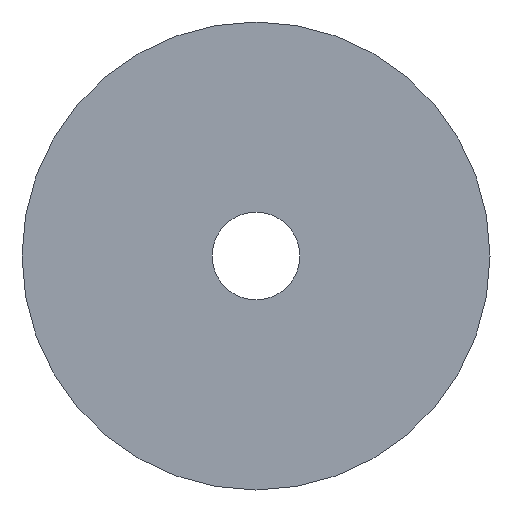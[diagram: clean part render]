
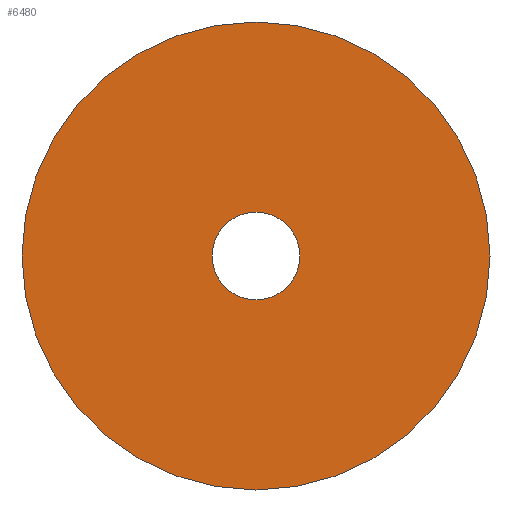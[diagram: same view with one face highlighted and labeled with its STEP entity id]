
A CAD part, front view. The second image highlights one B-rep face of the part: STEP entity #6480.
In plain terms, the highlighted planar face has unit normal (0, -1, 0).
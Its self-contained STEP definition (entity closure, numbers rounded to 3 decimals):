
#2395 = CYLINDRICAL_SURFACE('',#2396,1.5);
#2396 = AXIS2_PLACEMENT_3D('',#2397,#2398,#2399);
#2397 = CARTESIAN_POINT('',(14.6,11.,5.3));
#2398 = DIRECTION('',(0.,-1.,0.));
#2399 = DIRECTION('',(0.,0.,1.));
#6315 = EDGE_CURVE('',#6316,#6316,#6318,.T.);
#6316 = VERTEX_POINT('',#6317);
#6317 = CARTESIAN_POINT('',(14.6,2.,6.8));
#6318 = SURFACE_CURVE('',#6319,(#6324,#6331),.PCURVE_S1.);
#6319 = CIRCLE('',#6320,1.5);
#6320 = AXIS2_PLACEMENT_3D('',#6321,#6322,#6323);
#6321 = CARTESIAN_POINT('',(14.6,2.,5.3));
#6322 = DIRECTION('',(0.,-1.,0.));
#6323 = DIRECTION('',(0.,0.,1.));
#6324 = PCURVE('',#2395,#6325);
#6325 = DEFINITIONAL_REPRESENTATION('',(#6326),#6330);
#6326 = LINE('',#6327,#6328);
#6327 = CARTESIAN_POINT('',(0.,9.));
#6328 = VECTOR('',#6329,1.);
#6329 = DIRECTION('',(1.,0.));
#6330 = ( GEOMETRIC_REPRESENTATION_CONTEXT(2) 
PARAMETRIC_REPRESENTATION_CONTEXT() REPRESENTATION_CONTEXT('2D SPACE',''
  ) );
#6331 = PCURVE('',#6332,#6337);
#6332 = PLANE('',#6333);
#6333 = AXIS2_PLACEMENT_3D('',#6334,#6335,#6336);
#6334 = CARTESIAN_POINT('',(14.6,2.,5.3));
#6335 = DIRECTION('',(0.,-1.,0.));
#6336 = DIRECTION('',(0.,0.,1.));
#6337 = DEFINITIONAL_REPRESENTATION('',(#6338),#6342);
#6338 = CIRCLE('',#6339,1.5);
#6339 = AXIS2_PLACEMENT_2D('',#6340,#6341);
#6340 = CARTESIAN_POINT('',(0.,0.));
#6341 = DIRECTION('',(1.,0.));
#6342 = ( GEOMETRIC_REPRESENTATION_CONTEXT(2) 
PARAMETRIC_REPRESENTATION_CONTEXT() REPRESENTATION_CONTEXT('2D SPACE',''
  ) );
#6387 = CYLINDRICAL_SURFACE('',#6388,8.);
#6388 = AXIS2_PLACEMENT_3D('',#6389,#6390,#6391);
#6389 = CARTESIAN_POINT('',(14.6,3.,5.3));
#6390 = DIRECTION('',(0.,-1.,0.));
#6391 = DIRECTION('',(0.,0.,1.));
#6480 = ADVANCED_FACE('',(#6481,#6507),#6332,.T.);
#6481 = FACE_BOUND('',#6482,.T.);
#6482 = EDGE_LOOP('',(#6483));
#6483 = ORIENTED_EDGE('',*,*,#6484,.T.);
#6484 = EDGE_CURVE('',#6485,#6485,#6487,.T.);
#6485 = VERTEX_POINT('',#6486);
#6486 = CARTESIAN_POINT('',(14.6,2.,13.3));
#6487 = SURFACE_CURVE('',#6488,(#6493,#6500),.PCURVE_S1.);
#6488 = CIRCLE('',#6489,8.);
#6489 = AXIS2_PLACEMENT_3D('',#6490,#6491,#6492);
#6490 = CARTESIAN_POINT('',(14.6,2.,5.3));
#6491 = DIRECTION('',(0.,-1.,0.));
#6492 = DIRECTION('',(0.,0.,1.));
#6493 = PCURVE('',#6332,#6494);
#6494 = DEFINITIONAL_REPRESENTATION('',(#6495),#6499);
#6495 = CIRCLE('',#6496,8.);
#6496 = AXIS2_PLACEMENT_2D('',#6497,#6498);
#6497 = CARTESIAN_POINT('',(0.,0.));
#6498 = DIRECTION('',(1.,0.));
#6499 = ( GEOMETRIC_REPRESENTATION_CONTEXT(2) 
PARAMETRIC_REPRESENTATION_CONTEXT() REPRESENTATION_CONTEXT('2D SPACE',''
  ) );
#6500 = PCURVE('',#6387,#6501);
#6501 = DEFINITIONAL_REPRESENTATION('',(#6502),#6506);
#6502 = LINE('',#6503,#6504);
#6503 = CARTESIAN_POINT('',(0.,1.));
#6504 = VECTOR('',#6505,1.);
#6505 = DIRECTION('',(1.,0.));
#6506 = ( GEOMETRIC_REPRESENTATION_CONTEXT(2) 
PARAMETRIC_REPRESENTATION_CONTEXT() REPRESENTATION_CONTEXT('2D SPACE',''
  ) );
#6507 = FACE_BOUND('',#6508,.T.);
#6508 = EDGE_LOOP('',(#6509));
#6509 = ORIENTED_EDGE('',*,*,#6315,.F.);
